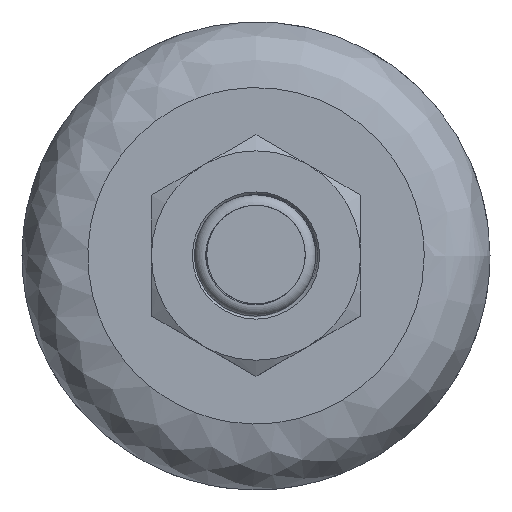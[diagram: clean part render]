
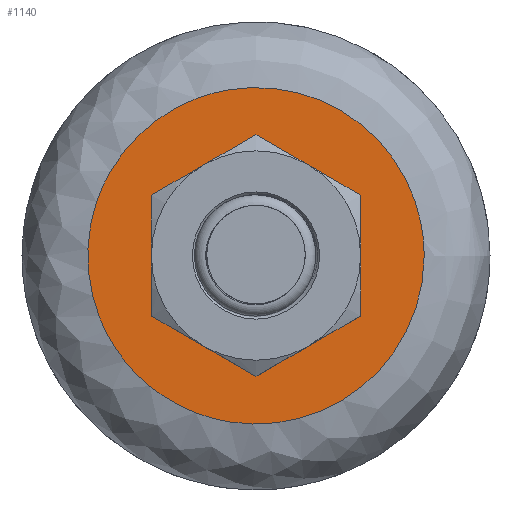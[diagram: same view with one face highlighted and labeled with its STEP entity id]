
A CAD part, top view. The second image highlights one B-rep face of the part: STEP entity #1140.
In plain terms, the highlighted planar face has unit normal (0, 0, 1).
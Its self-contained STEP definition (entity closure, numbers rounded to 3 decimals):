
#40=FACE_BOUND('',#301,.T.);
#62=PLANE('',#1287);
#222=FACE_OUTER_BOUND('',#300,.T.);
#300=EDGE_LOOP('',(#1052));
#301=EDGE_LOOP('',(#1053));
#351=CIRCLE('',#1283,4.);
#391=B_SPLINE_CURVE_WITH_KNOTS('',3,(#4271,#4272,#4273,#4274,#4275,#4276,
#4277,#4278,#4279,#4280,#4281,#4282,#4283,#4284,#4285,#4286,#4287),
 .UNSPECIFIED.,.T.,.F.,(4,1,1,1,1,1,1,1,1,1,1,1,1,1,4),(-8.543,
-7.933,-7.323,-6.509,-6.102,
-5.289,-4.882,-4.068,-3.661,
-2.848,-2.441,-1.831,-1.22,
-0.61,0.),.UNSPECIFIED.);
#547=VERTEX_POINT('',#4122);
#548=VERTEX_POINT('',#4245);
#713=EDGE_CURVE('',#547,#547,#351,.T.);
#716=EDGE_CURVE('',#548,#548,#391,.T.);
#1052=ORIENTED_EDGE('',*,*,#716,.F.);
#1053=ORIENTED_EDGE('',*,*,#713,.T.);
#1140=ADVANCED_FACE('',(#222,#40),#62,.T.);
#1283=AXIS2_PLACEMENT_3D('',#4124,#1546,#1547);
#1287=AXIS2_PLACEMENT_3D('',#4292,#1555,#1556);
#1546=DIRECTION('center_axis',(0.,0.,-1.));
#1547=DIRECTION('ref_axis',(-1.,0.,0.));
#1555=DIRECTION('center_axis',(0.,0.,1.));
#1556=DIRECTION('ref_axis',(-1.,0.,0.));
#4122=CARTESIAN_POINT('',(4.,0.,9.341));
#4124=CARTESIAN_POINT('Origin',(0.,0.,9.341));
#4245=CARTESIAN_POINT('',(13.659,0.,9.341));
#4271=CARTESIAN_POINT('Ctrl Pts',(13.659,0.,
9.341));
#4272=CARTESIAN_POINT('Ctrl Pts',(13.659,-2.043,9.341));
#4273=CARTESIAN_POINT('Ctrl Pts',(12.727,-6.123,9.341));
#4274=CARTESIAN_POINT('Ctrl Pts',(8.372,-11.601,9.341));
#4275=CARTESIAN_POINT('Ctrl Pts',(2.416,-13.934,9.341));
#4276=CARTESIAN_POINT('Ctrl Pts',(-4.468,-13.418,9.341));
#4277=CARTESIAN_POINT('Ctrl Pts',(-9.386,-10.577,9.341));
#4278=CARTESIAN_POINT('Ctrl Pts',(-13.276,-4.873,9.341));
#4279=CARTESIAN_POINT('Ctrl Pts',(-14.123,0.743,9.341));
#4280=CARTESIAN_POINT('Ctrl Pts',(-12.087,7.341,9.341));
#4281=CARTESIAN_POINT('Ctrl Pts',(-8.222,11.507,9.341));
#4282=CARTESIAN_POINT('Ctrl Pts',(-2.44,13.769,9.341));
#4283=CARTESIAN_POINT('Ctrl Pts',(3.141,13.774,9.341));
#4284=CARTESIAN_POINT('Ctrl Pts',(8.809,11.043,9.341));
#4285=CARTESIAN_POINT('Ctrl Pts',(12.727,6.13,9.341));
#4286=CARTESIAN_POINT('Ctrl Pts',(13.659,2.043,9.341));
#4287=CARTESIAN_POINT('Ctrl Pts',(13.659,0.,
9.341));
#4292=CARTESIAN_POINT('Origin',(0.,0.,9.341));
